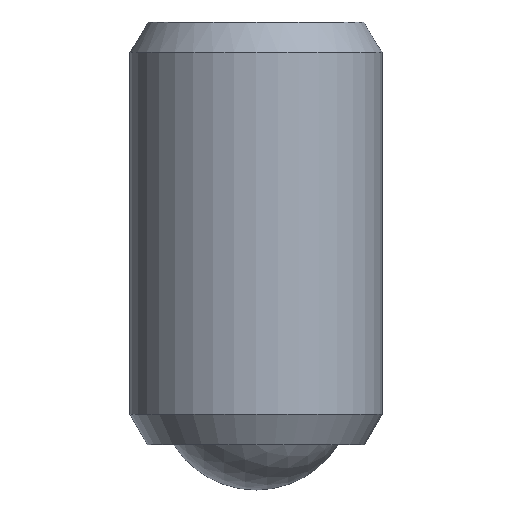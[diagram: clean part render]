
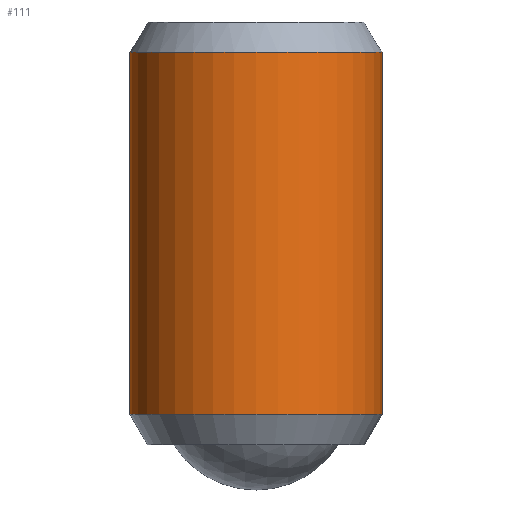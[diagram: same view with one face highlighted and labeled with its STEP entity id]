
A CAD part, front view. The second image highlights one B-rep face of the part: STEP entity #111.
In plain terms, the highlighted cylindrical face has radius 1.42 mm (diameter 2.84 mm), a partial arc.
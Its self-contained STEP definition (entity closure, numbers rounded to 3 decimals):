
#89=EDGE_CURVE('',#91,#119,#232,.T.);
#91=VERTEX_POINT('',#234);
#95=EDGE_CURVE('',#105,#133,#239,.T.);
#105=VERTEX_POINT('',#250);
#111=ADVANCED_FACE('',(#256),#257,.T.);
#119=VERTEX_POINT('',#265);
#133=VERTEX_POINT('',#282);
#135=EDGE_CURVE('',#119,#133,#284,.T.);
#177=EDGE_CURVE('',#105,#91,#329,.T.);
#232=CIRCLE('',#382,1.42);
#234=CARTESIAN_POINT('',(-1.42,0.,0.851));
#239=CIRCLE('',#390,1.42);
#250=CARTESIAN_POINT('',(-1.42,0.,4.929));
#256=FACE_OUTER_BOUND('',#413,.T.);
#257=CYLINDRICAL_SURFACE('',#414,1.42);
#265=CARTESIAN_POINT('',(1.42,0.,0.851));
#282=CARTESIAN_POINT('',(1.42,0.,4.929));
#284=LINE('',#467,#468);
#329=LINE('',#541,#542);
#382=AXIS2_PLACEMENT_3D('',#598,#599,#600);
#390=AXIS2_PLACEMENT_3D('',#607,#608,#609);
#413=EDGE_LOOP('',(#627,#628,#629,#630));
#414=AXIS2_PLACEMENT_3D('',#631,#632,#633);
#467=CARTESIAN_POINT('',(1.42,0.,2.89));
#468=VECTOR('',#669,1.0);
#541=CARTESIAN_POINT('',(-1.42,0.,2.89));
#542=VECTOR('',#708,1.0);
#598=CARTESIAN_POINT('',(0.,0.0,0.851));
#599=DIRECTION('',(0.,0.0,1.0));
#600=DIRECTION('',(1.0,0.,0.));
#607=CARTESIAN_POINT('',(0.,0.0,4.929));
#608=DIRECTION('',(0.,0.0,1.0));
#609=DIRECTION('',(1.0,0.,0.));
#627=ORIENTED_EDGE('',*,*,#135,.T.);
#628=ORIENTED_EDGE('',*,*,#95,.F.);
#629=ORIENTED_EDGE('',*,*,#177,.T.);
#630=ORIENTED_EDGE('',*,*,#89,.T.);
#631=CARTESIAN_POINT('',(0.,0.0,2.89));
#632=DIRECTION('',(0.,-0.0,-1.0));
#633=DIRECTION('',(1.0,0.,0.));
#669=DIRECTION('',(0.,0.0,1.0));
#708=DIRECTION('',(0.,-0.0,-1.0));
